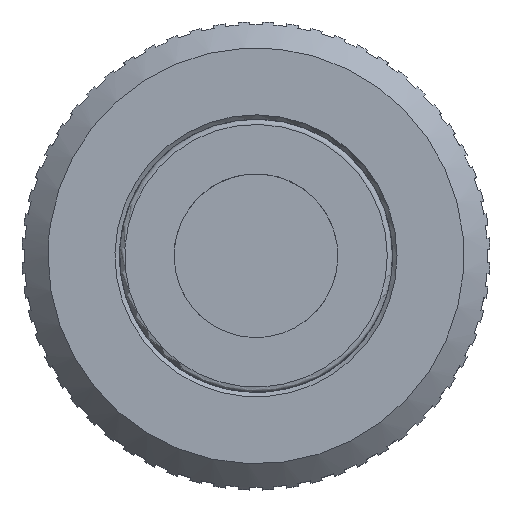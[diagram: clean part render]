
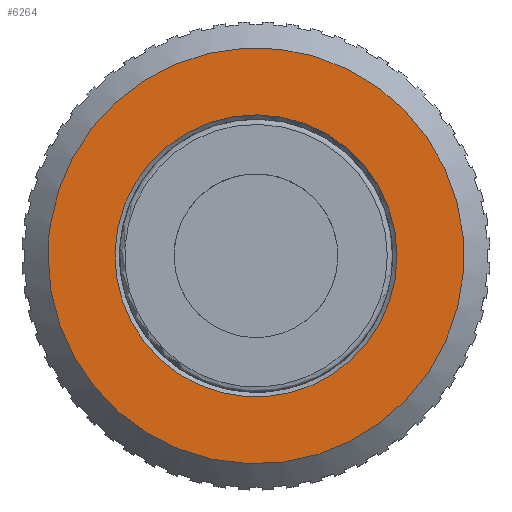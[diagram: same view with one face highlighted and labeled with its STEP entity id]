
A CAD part, top view. The second image highlights one B-rep face of the part: STEP entity #6264.
In plain terms, the highlighted planar face has unit normal (0, 0, 1).
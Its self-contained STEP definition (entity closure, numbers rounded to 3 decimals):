
#65=FACE_BOUND('',#1735,.T.);
#1415=FACE_OUTER_BOUND('',#1734,.T.);
#1734=EDGE_LOOP('',(#3969,#3970));
#1735=EDGE_LOOP('',(#3971,#3972));
#2076=CIRCLE('',#6634,5.425);
#2077=CIRCLE('',#6635,5.425);
#2081=CIRCLE('',#6641,8.);
#2082=CIRCLE('',#6642,8.);
#2356=VERTEX_POINT('',#9063);
#2357=VERTEX_POINT('',#9065);
#2361=VERTEX_POINT('',#9077);
#2362=VERTEX_POINT('',#9078);
#2991=EDGE_CURVE('',#2356,#2357,#2076,.T.);
#2992=EDGE_CURVE('',#2357,#2356,#2077,.T.);
#2997=EDGE_CURVE('',#2361,#2362,#2081,.T.);
#2998=EDGE_CURVE('',#2362,#2361,#2082,.T.);
#3969=ORIENTED_EDGE('',*,*,#2997,.T.);
#3970=ORIENTED_EDGE('',*,*,#2998,.T.);
#3971=ORIENTED_EDGE('',*,*,#2992,.F.);
#3972=ORIENTED_EDGE('',*,*,#2991,.F.);
#5730=PLANE('',#6640);
#6264=ADVANCED_FACE('',(#1415,#65),#5730,.T.);
#6634=AXIS2_PLACEMENT_3D('',#9066,#7285,#7286);
#6635=AXIS2_PLACEMENT_3D('',#9067,#7287,#7288);
#6640=AXIS2_PLACEMENT_3D('',#9076,#7298,#7299);
#6641=AXIS2_PLACEMENT_3D('',#9079,#7300,#7301);
#6642=AXIS2_PLACEMENT_3D('',#9080,#7302,#7303);
#7285=DIRECTION('center_axis',(0.,0.,1.));
#7286=DIRECTION('ref_axis',(0.988,0.152,0.));
#7287=DIRECTION('center_axis',(0.,0.,1.));
#7288=DIRECTION('ref_axis',(0.988,0.152,0.));
#7298=DIRECTION('center_axis',(0.,0.,1.));
#7299=DIRECTION('ref_axis',(1.,0.,0.));
#7300=DIRECTION('center_axis',(0.,0.,1.));
#7301=DIRECTION('ref_axis',(0.988,-0.152,0.));
#7302=DIRECTION('center_axis',(0.,0.,1.));
#7303=DIRECTION('ref_axis',(0.988,-0.152,0.));
#9063=CARTESIAN_POINT('',(-5.362,-0.824,0.));
#9065=CARTESIAN_POINT('',(5.425,0.,0.));
#9066=CARTESIAN_POINT('Origin',(0.,0.,
0.));
#9067=CARTESIAN_POINT('Origin',(0.,0.,
0.));
#9076=CARTESIAN_POINT('Origin',(-8.8,-8.8,0.));
#9077=CARTESIAN_POINT('',(-8.,0.,0.));
#9078=CARTESIAN_POINT('',(-7.907,1.215,0.));
#9079=CARTESIAN_POINT('Origin',(0.,0.,
0.));
#9080=CARTESIAN_POINT('Origin',(0.,0.,
0.));
